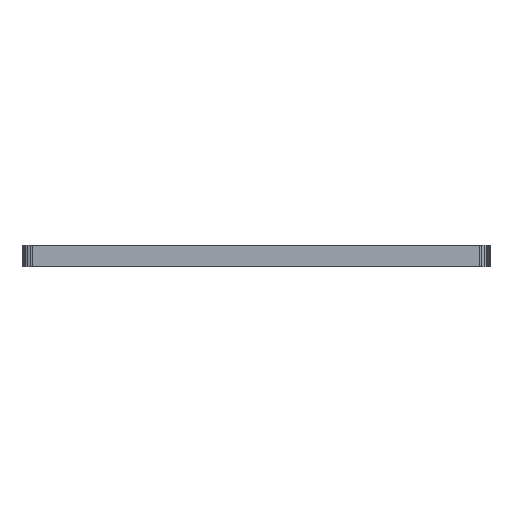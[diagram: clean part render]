
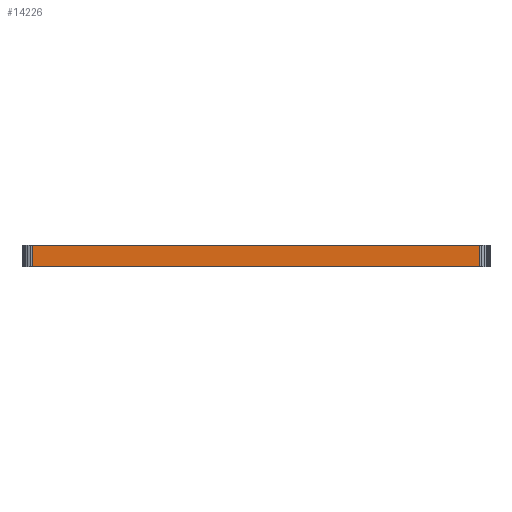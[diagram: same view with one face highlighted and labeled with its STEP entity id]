
A CAD part, front view. The second image highlights one B-rep face of the part: STEP entity #14226.
In plain terms, the highlighted planar face has unit normal (0, -1, 0).
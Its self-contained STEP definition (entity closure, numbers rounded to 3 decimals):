
#742=FACE_OUTER_BOUND('',#1614,.T.);
#1614=EDGE_LOOP('',(#11851,#11852,#11853,#11854));
#1991=LINE('',#19026,#3897);
#3187=LINE('',#21557,#5093);
#3240=LINE('',#21663,#5146);
#3544=LINE('',#22387,#5450);
#3897=VECTOR('',#15449,10.);
#5093=VECTOR('',#17363,1.);
#5146=VECTOR('',#17454,1.);
#5450=VECTOR('',#17930,1.);
#5803=VERTEX_POINT('',#19023);
#5804=VERTEX_POINT('',#19025);
#6780=VERTEX_POINT('',#21555);
#6814=VERTEX_POINT('',#21661);
#7167=EDGE_CURVE('',#5804,#5803,#1991,.T.);
#8433=EDGE_CURVE('',#6780,#5803,#3187,.T.);
#8486=EDGE_CURVE('',#6814,#6780,#3240,.T.);
#8860=EDGE_CURVE('',#6814,#5804,#3544,.T.);
#11851=ORIENTED_EDGE('',*,*,#7167,.T.);
#11852=ORIENTED_EDGE('',*,*,#8433,.F.);
#11853=ORIENTED_EDGE('',*,*,#8486,.F.);
#11854=ORIENTED_EDGE('',*,*,#8860,.T.);
#13612=PLANE('',#15065);
#14226=ADVANCED_FACE('',(#742),#13612,.T.);
#15065=AXIS2_PLACEMENT_3D('',#22388,#17931,#17932);
#15449=DIRECTION('',(-1.,0.,0.));
#17363=DIRECTION('',(0.,0.,1.));
#17454=DIRECTION('',(-1.,0.,0.));
#17930=DIRECTION('',(0.,0.,1.));
#17931=DIRECTION('center_axis',(0.,-1.,0.));
#17932=DIRECTION('ref_axis',(-1.,0.,0.));
#19023=CARTESIAN_POINT('',(58.785,-92.912,1.6));
#19025=CARTESIAN_POINT('',(91.343,-92.912,1.6));
#19026=CARTESIAN_POINT('',(83.203,-92.912,1.6));
#21555=CARTESIAN_POINT('',(58.785,-92.912,0.));
#21557=CARTESIAN_POINT('',(58.785,-92.912,0.));
#21661=CARTESIAN_POINT('',(91.343,-92.912,0.));
#21663=CARTESIAN_POINT('',(91.343,-92.912,0.));
#22387=CARTESIAN_POINT('',(91.343,-92.912,0.));
#22388=CARTESIAN_POINT('Origin',(91.343,-92.912,0.));
